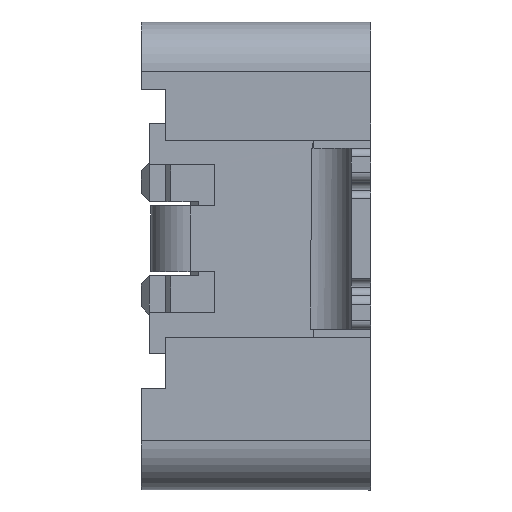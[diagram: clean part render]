
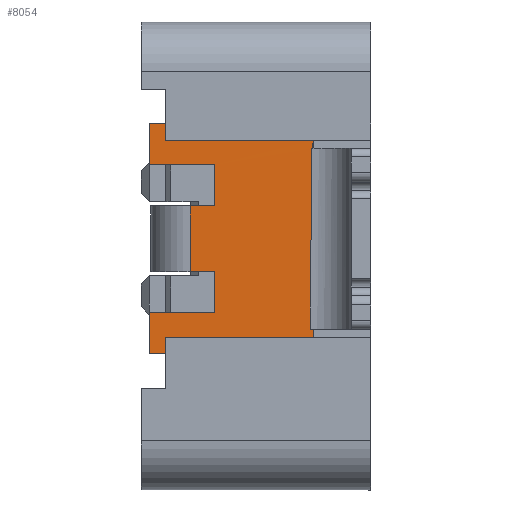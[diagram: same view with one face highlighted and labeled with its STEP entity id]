
A CAD part, left-side view. The second image highlights one B-rep face of the part: STEP entity #8054.
In plain terms, the highlighted planar face has unit normal (-1, 0, 0).
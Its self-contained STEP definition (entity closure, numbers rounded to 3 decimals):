
#13 = DIRECTION ( 'NONE',  ( 0., 0., -1. ) ) ;
#32 = VECTOR ( 'NONE', #4814, 1000. ) ;
#151 = CARTESIAN_POINT ( 'NONE',  ( -1.95, 0., -0.15 ) ) ;
#278 = VERTEX_POINT ( 'NONE', #8962 ) ;
#562 = EDGE_CURVE ( 'NONE', #6748, #4374, #566, .T. ) ;
#566 = LINE ( 'NONE', #7838, #8722 ) ;
#652 = ORIENTED_EDGE ( 'NONE', *, *, #1325, .T. ) ;
#698 = LINE ( 'NONE', #2173, #1443 ) ;
#775 = DIRECTION ( 'NONE',  ( 0., 1., 0. ) ) ;
#781 = ORIENTED_EDGE ( 'NONE', *, *, #7971, .T. ) ;
#794 = VERTEX_POINT ( 'NONE', #4015 ) ;
#843 = CARTESIAN_POINT ( 'NONE',  ( -1.95, 0.595, -1.05 ) ) ;
#876 = CARTESIAN_POINT ( 'NONE',  ( -1.95, 0.495, -1.1 ) ) ;
#930 = LINE ( 'NONE', #3333, #32 ) ;
#977 = EDGE_CURVE ( 'NONE', #6526, #1144, #8511, .T. ) ;
#990 = ORIENTED_EDGE ( 'NONE', *, *, #2220, .T. ) ;
#1058 = ORIENTED_EDGE ( 'NONE', *, *, #1886, .F. ) ;
#1098 = VERTEX_POINT ( 'NONE', #2983 ) ;
#1101 = DIRECTION ( 'NONE',  ( 0., -1., 0. ) ) ;
#1144 = VERTEX_POINT ( 'NONE', #4462 ) ;
#1187 = CARTESIAN_POINT ( 'NONE',  ( -1.95, -0.805, -0.05 ) ) ;
#1233 = DIRECTION ( 'NONE',  ( 0., 0., 1. ) ) ;
#1265 = DIRECTION ( 'NONE',  ( -1., 0., 0. ) ) ;
#1325 = EDGE_CURVE ( 'NONE', #2148, #6748, #4295, .T. ) ;
#1443 = VECTOR ( 'NONE', #8695, 1000. ) ;
#1495 = CARTESIAN_POINT ( 'NONE',  ( -1.95, 0., -0.3 ) ) ;
#1657 = DIRECTION ( 'NONE',  ( 0., 1., 0. ) ) ;
#1663 = CARTESIAN_POINT ( 'NONE',  ( -1.95, -0.555, -0.15 ) ) ;
#1726 = DIRECTION ( 'NONE',  ( 0., -1., 0. ) ) ;
#1886 = EDGE_CURVE ( 'NONE', #7212, #278, #7214, .T. ) ;
#1921 = ORIENTED_EDGE ( 'NONE', *, *, #7741, .F. ) ;
#2068 = CARTESIAN_POINT ( 'NONE',  ( -1.95, -0.305, -0.15 ) ) ;
#2070 = ORIENTED_EDGE ( 'NONE', *, *, #6302, .F. ) ;
#2113 = EDGE_CURVE ( 'NONE', #4123, #2288, #930, .T. ) ;
#2148 = VERTEX_POINT ( 'NONE', #5682 ) ;
#2169 = VECTOR ( 'NONE', #3928, 1000. ) ;
#2173 = CARTESIAN_POINT ( 'NONE',  ( -1.95, 0.595, -0.15 ) ) ;
#2181 = EDGE_CURVE ( 'NONE', #3268, #2148, #8294, .T. ) ;
#2220 = EDGE_CURVE ( 'NONE', #3567, #4123, #7610, .T. ) ;
#2255 = VERTEX_POINT ( 'NONE', #1187 ) ;
#2288 = VERTEX_POINT ( 'NONE', #5549 ) ;
#2298 = DIRECTION ( 'NONE',  ( 0., 0., 1. ) ) ;
#2449 = CARTESIAN_POINT ( 'NONE',  ( -1.95, -0.555, -0.45 ) ) ;
#2515 = LINE ( 'NONE', #4892, #5235 ) ;
#2605 = DIRECTION ( 'NONE',  ( 0., 0., 1. ) ) ;
#2617 = DIRECTION ( 'NONE',  ( 0., 0., -1. ) ) ;
#2641 = LINE ( 'NONE', #2068, #3308 ) ;
#2657 = VECTOR ( 'NONE', #7705, 1000. ) ;
#2681 = ORIENTED_EDGE ( 'NONE', *, *, #7893, .T. ) ;
#2717 = CARTESIAN_POINT ( 'NONE',  ( -1.95, 0.095, -0.45 ) ) ;
#2720 = CARTESIAN_POINT ( 'NONE',  ( -1.95, 0., -0.05 ) ) ;
#2741 = LINE ( 'NONE', #7961, #5369 ) ;
#2853 = ORIENTED_EDGE ( 'NONE', *, *, #6811, .T. ) ;
#2983 = CARTESIAN_POINT ( 'NONE',  ( -1.95, -0.805, -0.18 ) ) ;
#3268 = VERTEX_POINT ( 'NONE', #5307 ) ;
#3308 = VECTOR ( 'NONE', #1233, 1000. ) ;
#3333 = CARTESIAN_POINT ( 'NONE',  ( -1.95, 0., -1.05 ) ) ;
#3392 = LINE ( 'NONE', #6698, #2169 ) ;
#3395 = DIRECTION ( 'NONE',  ( 0., 1., 0. ) ) ;
#3523 = LINE ( 'NONE', #7871, #6608 ) ;
#3567 = VERTEX_POINT ( 'NONE', #5470 ) ;
#3663 = LINE ( 'NONE', #7403, #8425 ) ;
#3666 = CARTESIAN_POINT ( 'NONE',  ( -1.95, 0.595, -0.05 ) ) ;
#3681 = VERTEX_POINT ( 'NONE', #3666 ) ;
#3736 = ORIENTED_EDGE ( 'NONE', *, *, #3978, .T. ) ;
#3809 = VECTOR ( 'NONE', #1657, 1000. ) ;
#3893 = LINE ( 'NONE', #2720, #2657 ) ;
#3928 = DIRECTION ( 'NONE',  ( 0., 0., 1. ) ) ;
#3978 = EDGE_CURVE ( 'NONE', #1098, #2255, #5220, .T. ) ;
#4001 = CARTESIAN_POINT ( 'NONE',  ( -1.95, 0.095, -0.15 ) ) ;
#4005 = CARTESIAN_POINT ( 'NONE',  ( -1.95, -0.705, -0.18 ) ) ;
#4015 = CARTESIAN_POINT ( 'NONE',  ( -1.95, -0.555, -0.05 ) ) ;
#4086 = ORIENTED_EDGE ( 'NONE', *, *, #4226, .T. ) ;
#4088 = EDGE_CURVE ( 'NONE', #794, #6526, #6270, .T. ) ;
#4114 = EDGE_CURVE ( 'NONE', #4374, #6195, #3392, .T. ) ;
#4123 = VERTEX_POINT ( 'NONE', #6785 ) ;
#4226 = EDGE_CURVE ( 'NONE', #1144, #3268, #2641, .T. ) ;
#4295 = LINE ( 'NONE', #4001, #8366 ) ;
#4374 = VERTEX_POINT ( 'NONE', #6374 ) ;
#4438 = VECTOR ( 'NONE', #8189, 1000. ) ;
#4462 = CARTESIAN_POINT ( 'NONE',  ( -1.95, -0.305, -0.45 ) ) ;
#4482 = CARTESIAN_POINT ( 'NONE',  ( -1.95, -0.805, -0.15 ) ) ;
#4495 = ORIENTED_EDGE ( 'NONE', *, *, #5152, .T. ) ;
#4814 = DIRECTION ( 'NONE',  ( 0., -1., 0. ) ) ;
#4848 = CARTESIAN_POINT ( 'NONE',  ( -1.95, 0., -0.45 ) ) ;
#4892 = CARTESIAN_POINT ( 'NONE',  ( -1.95, -0.705, -1.1 ) ) ;
#4957 = EDGE_CURVE ( 'NONE', #3567, #7212, #3523, .T. ) ;
#4991 = CARTESIAN_POINT ( 'NONE',  ( -1.95, 0.495, -0.18 ) ) ;
#5152 = EDGE_CURVE ( 'NONE', #6896, #1098, #2741, .T. ) ;
#5155 = VECTOR ( 'NONE', #5865, 1000. ) ;
#5220 = LINE ( 'NONE', #4482, #6907 ) ;
#5235 = VECTOR ( 'NONE', #13, 1000. ) ;
#5307 = CARTESIAN_POINT ( 'NONE',  ( -1.95, -0.305, -0.3 ) ) ;
#5369 = VECTOR ( 'NONE', #1726, 1000. ) ;
#5470 = CARTESIAN_POINT ( 'NONE',  ( -1.95, 0.445, -1.03 ) ) ;
#5475 = ORIENTED_EDGE ( 'NONE', *, *, #4957, .F. ) ;
#5549 = CARTESIAN_POINT ( 'NONE',  ( -1.95, -0.705, -1.05 ) ) ;
#5682 = CARTESIAN_POINT ( 'NONE',  ( -1.95, 0.095, -0.3 ) ) ;
#5865 = DIRECTION ( 'NONE',  ( 0., 1., 0. ) ) ;
#5986 = VERTEX_POINT ( 'NONE', #4991 ) ;
#6195 = VERTEX_POINT ( 'NONE', #9110 ) ;
#6212 = EDGE_LOOP ( 'NONE', ( #652, #6331, #7112, #781, #6292, #2853, #1921, #1058, #5475, #990, #7527, #2070, #4495, #3736, #2681, #7500, #7919, #4086, #8643 ) ) ;
#6270 = LINE ( 'NONE', #1663, #4438 ) ;
#6288 = VECTOR ( 'NONE', #7056, 1000. ) ;
#6292 = ORIENTED_EDGE ( 'NONE', *, *, #7565, .T. ) ;
#6302 = EDGE_CURVE ( 'NONE', #6896, #2288, #2515, .T. ) ;
#6331 = ORIENTED_EDGE ( 'NONE', *, *, #562, .T. ) ;
#6374 = CARTESIAN_POINT ( 'NONE',  ( -1.95, 0.345, -0.45 ) ) ;
#6526 = VERTEX_POINT ( 'NONE', #2449 ) ;
#6557 = DIRECTION ( 'NONE',  ( 0., 0., 1. ) ) ;
#6608 = VECTOR ( 'NONE', #9234, 1000. ) ;
#6698 = CARTESIAN_POINT ( 'NONE',  ( -1.95, 0.345, -0.15 ) ) ;
#6748 = VERTEX_POINT ( 'NONE', #2717 ) ;
#6767 = CARTESIAN_POINT ( 'NONE',  ( -1.95, 0.445, -1.05 ) ) ;
#6780 = AXIS2_PLACEMENT_3D ( 'NONE', #151, #1265, #2605 ) ;
#6785 = CARTESIAN_POINT ( 'NONE',  ( -1.95, -0.655, -1.04 ) ) ;
#6787 = LINE ( 'NONE', #8205, #7226 ) ;
#6811 = EDGE_CURVE ( 'NONE', #9006, #5986, #6787, .T. ) ;
#6896 = VERTEX_POINT ( 'NONE', #4005 ) ;
#6907 = VECTOR ( 'NONE', #2298, 1000. ) ;
#6957 = CARTESIAN_POINT ( 'NONE',  ( -1.95, 0.595, -0.18 ) ) ;
#7056 = DIRECTION ( 'NONE',  ( 0., -1., 0. ) ) ;
#7112 = ORIENTED_EDGE ( 'NONE', *, *, #4114, .T. ) ;
#7180 = PLANE ( 'NONE',  #6780 ) ;
#7212 = VERTEX_POINT ( 'NONE', #6767 ) ;
#7214 = LINE ( 'NONE', #843, #3809 ) ;
#7226 = VECTOR ( 'NONE', #1101, 1000. ) ;
#7403 = CARTESIAN_POINT ( 'NONE',  ( -1.95, 0., -0.05 ) ) ;
#7500 = ORIENTED_EDGE ( 'NONE', *, *, #4088, .T. ) ;
#7527 = ORIENTED_EDGE ( 'NONE', *, *, #2113, .T. ) ;
#7531 = VECTOR ( 'NONE', #6557, 1000. ) ;
#7565 = EDGE_CURVE ( 'NONE', #3681, #9006, #698, .T. ) ;
#7610 = LINE ( 'NONE', #8489, #6288 ) ;
#7635 = LINE ( 'NONE', #876, #7531 ) ;
#7705 = DIRECTION ( 'NONE',  ( 0., 1., 0. ) ) ;
#7741 = EDGE_CURVE ( 'NONE', #278, #5986, #7635, .T. ) ;
#7838 = CARTESIAN_POINT ( 'NONE',  ( -1.95, 0., -0.45 ) ) ;
#7871 = CARTESIAN_POINT ( 'NONE',  ( -1.95, 0.445, -1.05 ) ) ;
#7893 = EDGE_CURVE ( 'NONE', #2255, #794, #3663, .T. ) ;
#7919 = ORIENTED_EDGE ( 'NONE', *, *, #977, .T. ) ;
#7961 = CARTESIAN_POINT ( 'NONE',  ( -1.95, 0., -0.18 ) ) ;
#7971 = EDGE_CURVE ( 'NONE', #6195, #3681, #3893, .T. ) ;
#8054 = ADVANCED_FACE ( 'NONE', ( #8528 ), #7180, .T. ) ;
#8170 = VECTOR ( 'NONE', #3395, 1000. ) ;
#8189 = DIRECTION ( 'NONE',  ( 0., 0., -1. ) ) ;
#8205 = CARTESIAN_POINT ( 'NONE',  ( -1.95, 0., -0.18 ) ) ;
#8294 = LINE ( 'NONE', #1495, #5155 ) ;
#8366 = VECTOR ( 'NONE', #2617, 1000. ) ;
#8425 = VECTOR ( 'NONE', #775, 1000. ) ;
#8489 = CARTESIAN_POINT ( 'NONE',  ( -1.95, 0., -1.03 ) ) ;
#8511 = LINE ( 'NONE', #4848, #8170 ) ;
#8528 = FACE_OUTER_BOUND ( 'NONE', #6212, .T. ) ;
#8618 = DIRECTION ( 'NONE',  ( 0., 1., 0. ) ) ;
#8643 = ORIENTED_EDGE ( 'NONE', *, *, #2181, .T. ) ;
#8695 = DIRECTION ( 'NONE',  ( 0., 0., -1. ) ) ;
#8722 = VECTOR ( 'NONE', #8618, 1000. ) ;
#8962 = CARTESIAN_POINT ( 'NONE',  ( -1.95, 0.495, -1.05 ) ) ;
#9006 = VERTEX_POINT ( 'NONE', #6957 ) ;
#9110 = CARTESIAN_POINT ( 'NONE',  ( -1.95, 0.345, -0.05 ) ) ;
#9234 = DIRECTION ( 'NONE',  ( 0., 0., -1. ) ) ;
